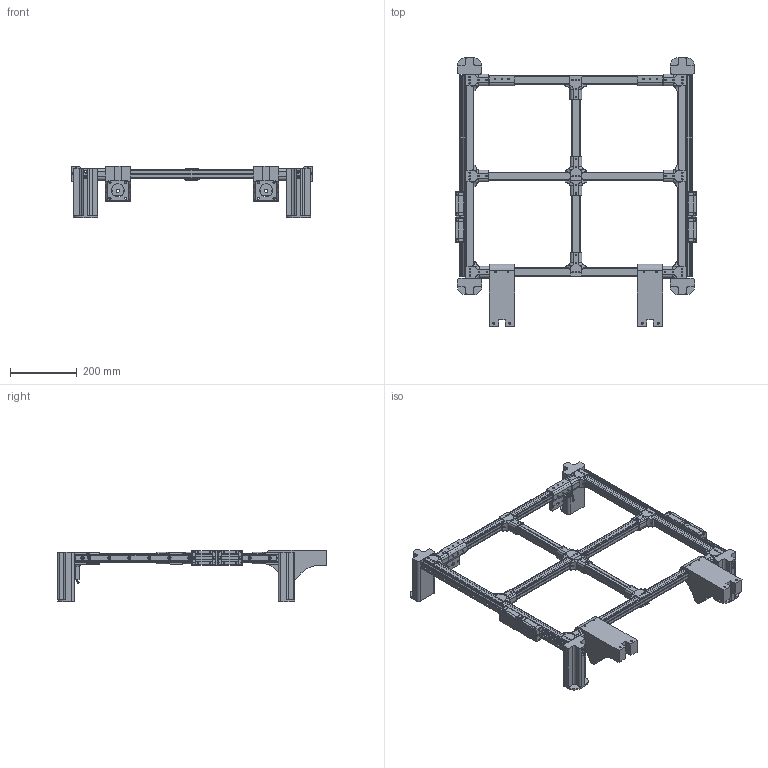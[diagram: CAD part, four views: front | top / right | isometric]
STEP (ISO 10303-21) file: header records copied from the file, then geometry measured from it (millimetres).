
FILE_DESCRIPTION(/* description */ (''),/* implementation_level */ '2;1');
FILE_NAME(/* name */ 'base.step',/* time_stamp */ '2025-08-05T14:29:20-07:00',/* author */ (''),/* organization */ (''),/* preprocessor_version */ 'ST-DEVELOPER v20.1',/* originating_system */ 'Autodesk Translation Framework v14.10.0.0',/* authorisation */ '');
FILE_SCHEMA (('AUTOMOTIVE_DESIGN { 1 0 10303 214 3 1 1 }'));
Length unit declared in the file: millimetre
Products named in the file (47): base; Base v46; cupiler 25.5mm v10(Mirror) (1); Component1(Mirror) (2); HGR20R LINEAR GUIDE RAIL, CONFIGURABLE, 600 mm; HGR20R LINEAR GUIDE RAIL, CONFIGURABLE, 600 mm_1; HGH20CAZ0C, BLOCK, MIDSECTION; HGH20CAZ0C, BLOCK, MIDSECTION v1(Mirror); leg3; legwendstop; Assembly - V-156-1C25 micro switch (Idle); Body; Cover; Connector - bent; Switch; Rivet - long; Arm; Roll; Rivet - short; Connector - straight; leg3 v7; leg3 v3(Mirror); leg3 v3(Mirror)(Mirror); am-3090a-2 2ft Peanut; cupiler 25.5mm v10(Mirror); Component1(Mirror) (1); 600mm peanut bar; 600mm peanut bar_1; am-3090a-2 2ft Peanut_1; 4way; Component1; Component2; 252.25 peanut bar; 600mm peanut bar v1; am-3090a-2 2ft Peanut_2; y leadscrewholder endstop; y motor mount L&R; y motor mount L&R_1; Component1_1; corner coupler ...
Assembly tree (59 placements, depth 5):
  base
    Base v46
      cupiler 25.5mm v10(Mirror) (1)  x2
        Component1(Mirror) (2)
      HGR20R LINEAR GUIDE RAIL, CONFIGURABLE, 600 mm
      HGR20R LINEAR GUIDE RAIL, CONFIGURABLE, 600 mm_1
      HGH20CAZ0C, BLOCK, MIDSECTION  x2
      HGH20CAZ0C, BLOCK, MIDSECTION v1(Mirror)  x2
      leg3
      legwendstop
        Assembly - V-156-1C25 micro switch (Idle)
          Body
          Cover
          Connector - straight  x2
          Connector - bent
          Switch
          Rivet - long
          Arm
          Roll
          Rivet - short
        leg3 v7
      leg3 v3(Mirror)
      leg3 v3(Mirror)(Mirror)
      am-3090a-2 2ft Peanut  x2
      cupiler 25.5mm v10(Mirror)
        Component1(Mirror) (1)
      600mm peanut bar_1  x2
        am-3090a-2 2ft Peanut_1
      600mm peanut bar
        am-3090a-2 2ft Peanut_1
      4way
        Component1
        Component2
      252.25 peanut bar  x2
        600mm peanut bar v1
          am-3090a-2 2ft Peanut_2
      y leadscrewholder endstop  x2
      y motor mount L&R
        Component1_1
      y motor mount L&R_1
        Component1_1
    corner coupler
      Component1_3
    side coupler
      Component1_2
    corner coupler_1
      Component1_3
    Component1(Mirror) (3)
    Component1(Mirror) (4)  x3
    Component1(Mirror) (5)
Bounding box: 720.8 x 804.6 x 152.75 mm (x, y, z)
Volume: 4433356.3 mm3; surface area: 1591617.5 mm2
Topology: 57 solids, 57 shells, 2301 faces, 6198 edges, 4054 vertices
Faces by surface type: plane 1375, cylinder 861, bspline 44, cone 20, sphere 1
Full cylindrical faces by diameter (mm): 2 x7, 3 x2, 3.4 x4, 3.8 x1, 4 x70, 4.2 x28, 4.3 x62, 4.6 x1, 5 x16, 5.1 x4, 5.25 x16, 6 x34, 6.249 x8, 6.367 x8, 7 x1, 7.3 x8, 9 x8, 9.5 x22, 10 x2, 38.7 x2
Entity records: 49615 total; most frequent: CARTESIAN_POINT 9832, DIRECTION 8037, ORIENTED_EDGE 7836, EDGE_CURVE 3918, AXIS2_PLACEMENT_3D 2690, LINE 2657, VECTOR 2657, VERTEX_POINT 2579
